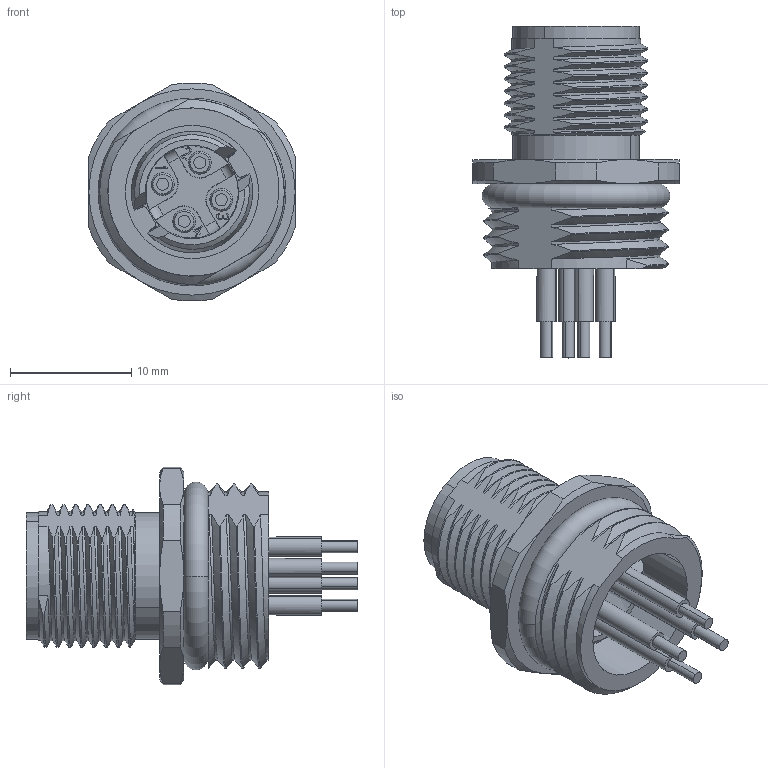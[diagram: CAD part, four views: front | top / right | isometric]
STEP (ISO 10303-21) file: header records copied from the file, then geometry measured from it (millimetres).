
FILE_DESCRIPTION((''),'2;1');
FILE_NAME('PRT0001','2020-12-25T',('cm.zhong'),(''),'PRO/ENGINEER BY PARAMETRIC TECHNOLOGY CORPORATION, 2012480','PRO/ENGINEER BY PARAMETRIC TECHNOLOGY CORPORATION, 2012480','');
FILE_SCHEMA(('CONFIG_CONTROL_DESIGN'));
Length unit declared in the file: millimetre
Products named in the file (1): PRT0001
Bounding box: 17 x 27.35 x 17.96 mm (x, y, z)
Volume: 1640 mm3; surface area: 3409.4 mm2
Topology: 1 solids, 1 shells, 533 faces, 1465 edges, 958 vertices
Faces by surface type: plane 304, cylinder 95, bspline 78, cone 42, sphere 8, torus 6
Entity records: 27987 total; most frequent: CARTESIAN_POINT 14973, ORIENTED_EDGE 2914, DIRECTION 2342, EDGE_CURVE 1457, VERTEX_POINT 958, VECTOR 934, LINE 934, AXIS2_PLACEMENT_3D 704
